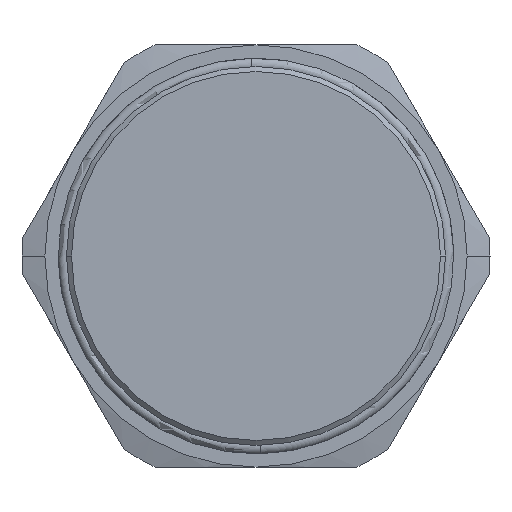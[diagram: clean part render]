
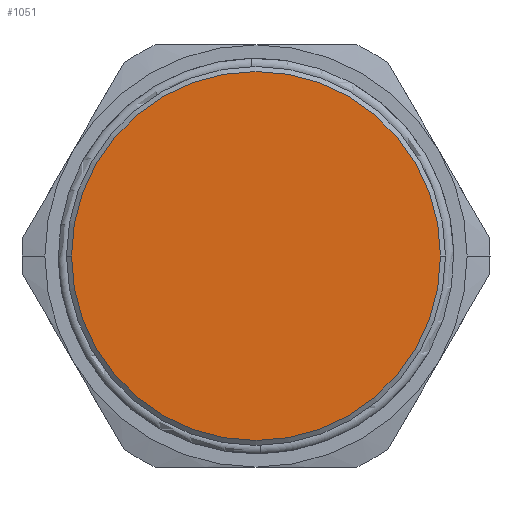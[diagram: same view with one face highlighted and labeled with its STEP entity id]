
A CAD part, front view. The second image highlights one B-rep face of the part: STEP entity #1051.
In plain terms, the highlighted planar face has unit normal (0, -1, 0).
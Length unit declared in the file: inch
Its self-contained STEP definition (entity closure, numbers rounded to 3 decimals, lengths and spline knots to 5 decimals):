
#17 = AXIS2_PLACEMENT_3D ( 'NONE', #1725, #721, #871 ) ;
#36 = AXIS2_PLACEMENT_3D ( 'NONE', #99, #907, #314 ) ;
#99 = CARTESIAN_POINT ( 'NONE',  ( 0., 0., 0. ) ) ;
#257 = AXIS2_PLACEMENT_3D ( 'NONE', #902, #691, #1277 ) ;
#305 = ORIENTED_EDGE ( 'NONE', *, *, #2379, .T. ) ;
#314 = DIRECTION ( 'NONE',  ( 1., 0., 0. ) ) ;
#439 = VERTEX_POINT ( 'NONE', #1597 ) ;
#647 = EDGE_LOOP ( 'NONE', ( #305, #878 ) ) ;
#691 = DIRECTION ( 'NONE',  ( 0., -1., 0. ) ) ;
#721 = DIRECTION ( 'NONE',  ( 0., -1., 0. ) ) ;
#843 = CIRCLE ( 'NONE', #36, 1.03189 ) ;
#871 = DIRECTION ( 'NONE',  ( 0., 0., -1. ) ) ;
#878 = ORIENTED_EDGE ( 'NONE', *, *, #970, .T. ) ;
#902 = CARTESIAN_POINT ( 'NONE',  ( 0., 0., 0. ) ) ;
#907 = DIRECTION ( 'NONE',  ( 0., -1., 0. ) ) ;
#970 = EDGE_CURVE ( 'NONE', #439, #1288, #843, .T. ) ;
#1051 = ADVANCED_FACE ( 'NONE', ( #1917 ), #1464, .T. ) ;
#1166 = CARTESIAN_POINT ( 'NONE',  ( 1.03189, 0., 0. ) ) ;
#1277 = DIRECTION ( 'NONE',  ( 1., 0., 0. ) ) ;
#1288 = VERTEX_POINT ( 'NONE', #1166 ) ;
#1464 = PLANE ( 'NONE',  #17 ) ;
#1597 = CARTESIAN_POINT ( 'NONE',  ( -1.03189, 0., 0. ) ) ;
#1725 = CARTESIAN_POINT ( 'NONE',  ( 0.99995, 0., 0. ) ) ;
#1917 = FACE_OUTER_BOUND ( 'NONE', #647, .T. ) ;
#2379 = EDGE_CURVE ( 'NONE', #1288, #439, #2455, .T. ) ;
#2455 = CIRCLE ( 'NONE', #257, 1.03189 ) ;
